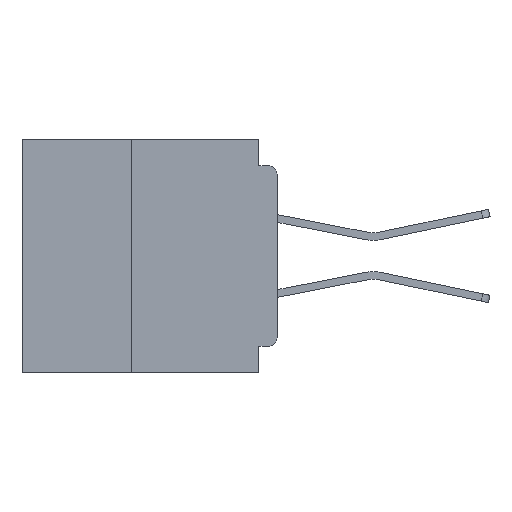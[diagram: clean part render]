
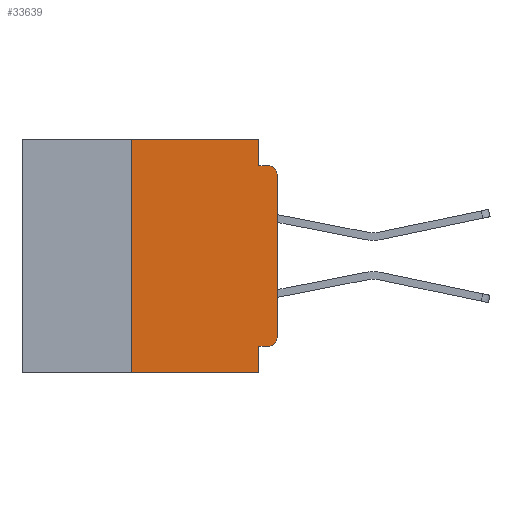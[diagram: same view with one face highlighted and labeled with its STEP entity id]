
A CAD part, left-side view. The second image highlights one B-rep face of the part: STEP entity #33639.
In plain terms, the highlighted planar face has unit normal (-1, 0, 0).
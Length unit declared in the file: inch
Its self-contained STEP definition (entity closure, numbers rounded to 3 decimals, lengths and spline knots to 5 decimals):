
#90 = VERTEX_POINT ( 'NONE', #24696 ) ;
#1131 = CARTESIAN_POINT ( 'NONE',  ( 0., 0.031, -0.045 ) ) ;
#1568 = ORIENTED_EDGE ( 'NONE', *, *, #32099, .F. ) ;
#1672 = ORIENTED_EDGE ( 'NONE', *, *, #44552, .F. ) ;
#2382 = VERTEX_POINT ( 'NONE', #1131 ) ;
#3509 = VERTEX_POINT ( 'NONE', #21797 ) ;
#4020 = VERTEX_POINT ( 'NONE', #38848 ) ;
#4585 = CARTESIAN_POINT ( 'NONE',  ( 0., 0.031, 0. ) ) ;
#4590 = VERTEX_POINT ( 'NONE', #4585 ) ;
#4963 = VECTOR ( 'NONE', #27807, 39.37008 ) ;
#5107 = ORIENTED_EDGE ( 'NONE', *, *, #20623, .T. ) ;
#5453 = VECTOR ( 'NONE', #11721, 39.37008 ) ;
#6491 = VECTOR ( 'NONE', #14930, 39.37008 ) ;
#6740 = EDGE_CURVE ( 'NONE', #15148, #4020, #31268, .T. ) ;
#7040 = LINE ( 'NONE', #32355, #41403 ) ;
#7490 = EDGE_LOOP ( 'NONE', ( #12620, #5107, #9516, #1672, #44050, #12425, #38948, #29271, #1568, #21314 ) ) ;
#8399 = AXIS2_PLACEMENT_3D ( 'NONE', #39180, #18673, #42640 ) ;
#8689 = CARTESIAN_POINT ( 'NONE',  ( 0., 0.015, -0.355 ) ) ;
#8725 = LINE ( 'NONE', #33133, #34991 ) ;
#8864 = DIRECTION ( 'NONE',  ( -1., 0., 0. ) ) ;
#9516 = ORIENTED_EDGE ( 'NONE', *, *, #31257, .F. ) ;
#10225 = VERTEX_POINT ( 'NONE', #11074 ) ;
#10318 = EDGE_CURVE ( 'NONE', #10938, #4590, #39546, .T. ) ;
#10938 = VERTEX_POINT ( 'NONE', #37366 ) ;
#11074 = CARTESIAN_POINT ( 'NONE',  ( 0., 0.031, -0.4 ) ) ;
#11079 = VECTOR ( 'NONE', #25420, 39.37008 ) ;
#11226 = CARTESIAN_POINT ( 'NONE',  ( 0., 0.437, -0.4 ) ) ;
#11721 = DIRECTION ( 'NONE',  ( 0., 0., -1. ) ) ;
#11845 = DIRECTION ( 'NONE',  ( -1., 0., 0. ) ) ;
#12425 = ORIENTED_EDGE ( 'NONE', *, *, #42293, .F. ) ;
#12562 = CARTESIAN_POINT ( 'NONE',  ( 0., 0.031, -0.355 ) ) ;
#12620 = ORIENTED_EDGE ( 'NONE', *, *, #21204, .T. ) ;
#13942 = FACE_OUTER_BOUND ( 'NONE', #7490, .T. ) ;
#14930 = DIRECTION ( 'NONE',  ( 0., 0., 1. ) ) ;
#15148 = VERTEX_POINT ( 'NONE', #8689 ) ;
#16641 = LINE ( 'NONE', #11226, #42927 ) ;
#18510 = CARTESIAN_POINT ( 'NONE',  ( 0., 0.031, -0.4 ) ) ;
#18673 = DIRECTION ( 'NONE',  ( 1., 0., 0. ) ) ;
#20623 = EDGE_CURVE ( 'NONE', #3509, #90, #21108, .T. ) ;
#21108 = CIRCLE ( 'NONE', #32344, 0.015 ) ;
#21204 = EDGE_CURVE ( 'NONE', #4020, #3509, #32858, .T. ) ;
#21314 = ORIENTED_EDGE ( 'NONE', *, *, #6740, .T. ) ;
#21797 = CARTESIAN_POINT ( 'NONE',  ( 0., 0., -0.06 ) ) ;
#22192 = DIRECTION ( 'NONE',  ( 0., 1., 0. ) ) ;
#22751 = LINE ( 'NONE', #18510, #5453 ) ;
#22986 = DIRECTION ( 'NONE',  ( 0., 0., -1. ) ) ;
#23687 = LINE ( 'NONE', #44140, #31683 ) ;
#23917 = VERTEX_POINT ( 'NONE', #12562 ) ;
#24696 = CARTESIAN_POINT ( 'NONE',  ( 0., 0.015, -0.045 ) ) ;
#25114 = DIRECTION ( 'NONE',  ( 0., -1., 0. ) ) ;
#25420 = DIRECTION ( 'NONE',  ( 0., -1., 0. ) ) ;
#25483 = PLANE ( 'NONE',  #8399 ) ;
#27807 = DIRECTION ( 'NONE',  ( 0., -1., 0. ) ) ;
#29271 = ORIENTED_EDGE ( 'NONE', *, *, #30853, .F. ) ;
#29450 = CARTESIAN_POINT ( 'NONE',  ( 0., 0.015, -0.34 ) ) ;
#30853 = EDGE_CURVE ( 'NONE', #23917, #10225, #22751, .T. ) ;
#31257 = EDGE_CURVE ( 'NONE', #2382, #90, #42588, .T. ) ;
#31268 = CIRCLE ( 'NONE', #34412, 0.015 ) ;
#31683 = VECTOR ( 'NONE', #37413, 39.37008 ) ;
#32074 = CARTESIAN_POINT ( 'NONE',  ( 0., 0., 0. ) ) ;
#32099 = EDGE_CURVE ( 'NONE', #15148, #23917, #7040, .T. ) ;
#32344 = AXIS2_PLACEMENT_3D ( 'NONE', #32429, #11845, #35864 ) ;
#32355 = CARTESIAN_POINT ( 'NONE',  ( 0., 0., -0.355 ) ) ;
#32429 = CARTESIAN_POINT ( 'NONE',  ( 0., 0.015, -0.06 ) ) ;
#32692 = CARTESIAN_POINT ( 'NONE',  ( 0., 0.25, -0.4 ) ) ;
#32858 = LINE ( 'NONE', #32074, #6491 ) ;
#32877 = DIRECTION ( 'NONE',  ( 0., 0., -1. ) ) ;
#33133 = CARTESIAN_POINT ( 'NONE',  ( 0., 0.031, 0. ) ) ;
#33154 = EDGE_CURVE ( 'NONE', #34912, #10225, #16641, .T. ) ;
#33639 = ADVANCED_FACE ( 'NONE', ( #13942 ), #25483, .F. ) ;
#34412 = AXIS2_PLACEMENT_3D ( 'NONE', #29450, #8864, #32877 ) ;
#34912 = VERTEX_POINT ( 'NONE', #32692 ) ;
#34991 = VECTOR ( 'NONE', #22986, 39.37008 ) ;
#35864 = DIRECTION ( 'NONE',  ( 0., 0., -1. ) ) ;
#37366 = CARTESIAN_POINT ( 'NONE',  ( 0., 0.25, 0. ) ) ;
#37413 = DIRECTION ( 'NONE',  ( 0., 0., 1. ) ) ;
#38580 = CARTESIAN_POINT ( 'NONE',  ( 0., 0., -0.045 ) ) ;
#38848 = CARTESIAN_POINT ( 'NONE',  ( 0., 0., -0.34 ) ) ;
#38948 = ORIENTED_EDGE ( 'NONE', *, *, #33154, .T. ) ;
#39180 = CARTESIAN_POINT ( 'NONE',  ( 0., 0.437, 0. ) ) ;
#39546 = LINE ( 'NONE', #42430, #11079 ) ;
#41403 = VECTOR ( 'NONE', #22192, 39.37008 ) ;
#42293 = EDGE_CURVE ( 'NONE', #34912, #10938, #23687, .T. ) ;
#42430 = CARTESIAN_POINT ( 'NONE',  ( 0., 0.437, 0. ) ) ;
#42588 = LINE ( 'NONE', #38580, #4963 ) ;
#42640 = DIRECTION ( 'NONE',  ( 0., 0., -1. ) ) ;
#42927 = VECTOR ( 'NONE', #25114, 39.37008 ) ;
#44050 = ORIENTED_EDGE ( 'NONE', *, *, #10318, .F. ) ;
#44140 = CARTESIAN_POINT ( 'NONE',  ( 0., 0.25, -0.4 ) ) ;
#44552 = EDGE_CURVE ( 'NONE', #4590, #2382, #8725, .T. ) ;
